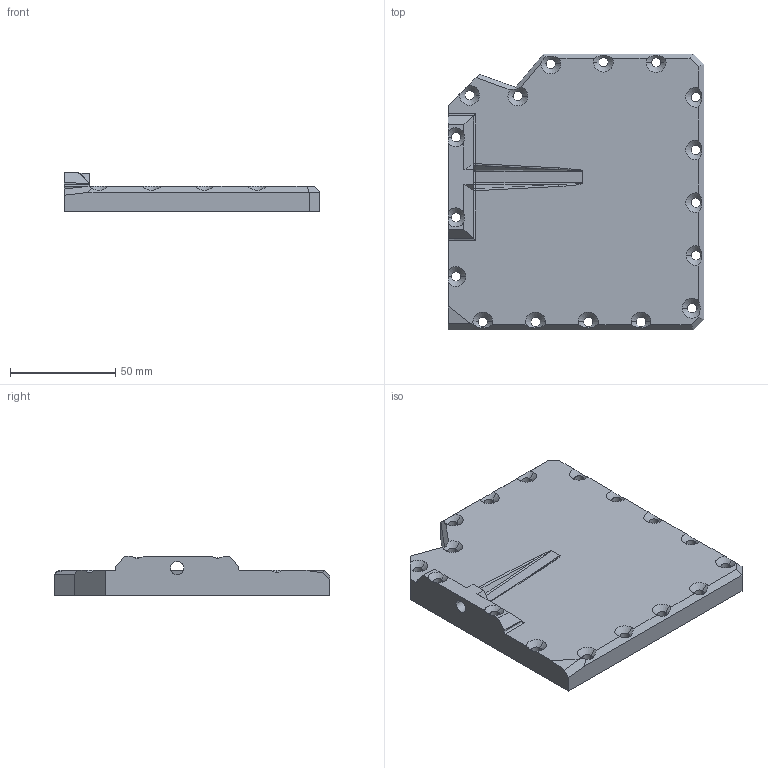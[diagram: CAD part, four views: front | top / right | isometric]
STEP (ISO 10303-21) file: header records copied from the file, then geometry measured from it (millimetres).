
FILE_DESCRIPTION (( 'STEP AP214' ), '1' );
FILE_NAME ('Couvercle carter elec V1.4U.STEP', '2020-12-14T14:55:54', ( '' ), ( '' ), 'SwSTEP 2.0', 'SolidWorks 2020', '' );
FILE_SCHEMA (( 'AUTOMOTIVE_DESIGN' ));
Length unit declared in the file: millimetre
Products named in the file (1): Couvercle carter elec V1.4U
Bounding box: 121.25 x 130.73 x 18.73 mm (x, y, z)
Volume: 180064.5 mm3; surface area: 38996.5 mm2
Topology: 1 solids, 1 shells, 123 faces, 357 edges, 219 vertices
Faces by surface type: cylinder 36, plane 35, cone 34, bspline 18
Entity records: 6354 total; most frequent: CARTESIAN_POINT 3172, ORIENTED_EDGE 714, DIRECTION 594, EDGE_CURVE 357, VERTEX_POINT 219, AXIS2_PLACEMENT_3D 217, VECTOR 160, LINE 160
